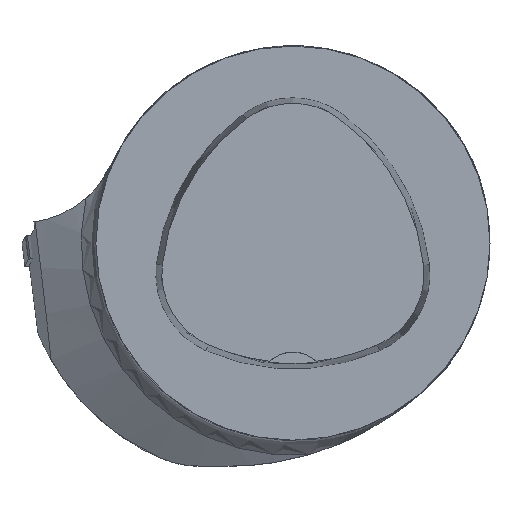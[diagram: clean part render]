
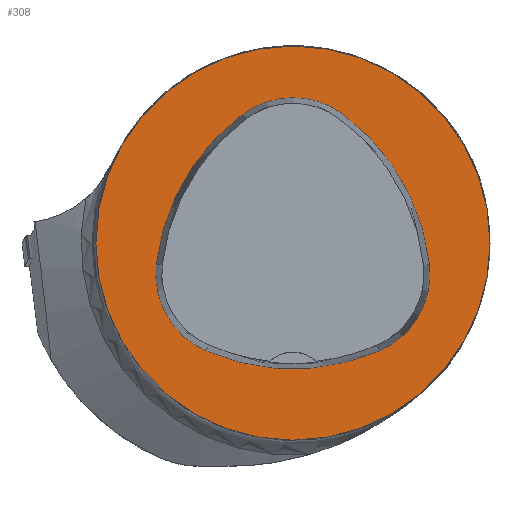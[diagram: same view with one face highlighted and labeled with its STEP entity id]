
A CAD part, top view. The second image highlights one B-rep face of the part: STEP entity #308.
In plain terms, the highlighted planar face has unit normal (0, 0, 1).
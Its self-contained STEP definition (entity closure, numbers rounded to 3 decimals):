
#165=PLANE('',#1592);
#308=ADVANCED_FACE('',(#543,#544),#165,.T.);
#543=FACE_BOUND('',#610,.T.);
#544=FACE_BOUND('',#611,.T.);
#610=EDGE_LOOP('',(#945,#946,#947,#948,#949,#950));
#611=EDGE_LOOP('',(#951));
#945=ORIENTED_EDGE('',*,*,#1325,.T.);
#946=ORIENTED_EDGE('',*,*,#1305,.T.);
#947=ORIENTED_EDGE('',*,*,#1309,.T.);
#948=ORIENTED_EDGE('',*,*,#1312,.T.);
#949=ORIENTED_EDGE('',*,*,#1315,.T.);
#950=ORIENTED_EDGE('',*,*,#1323,.T.);
#951=ORIENTED_EDGE('',*,*,#1180,.F.);
#1052=VERTEX_POINT('',#2062);
#1136=VERTEX_POINT('',#2559);
#1137=VERTEX_POINT('',#2560);
#1140=VERTEX_POINT('',#2568);
#1142=VERTEX_POINT('',#2574);
#1144=VERTEX_POINT('',#2580);
#1151=VERTEX_POINT('',#2601);
#1180=EDGE_CURVE('',#1052,#1052,#1364,.T.);
#1305=EDGE_CURVE('',#1136,#1137,#1392,.T.);
#1309=EDGE_CURVE('',#1137,#1140,#1394,.T.);
#1312=EDGE_CURVE('',#1140,#1142,#1396,.T.);
#1315=EDGE_CURVE('',#1142,#1144,#1398,.T.);
#1323=EDGE_CURVE('',#1144,#1151,#1402,.T.);
#1325=EDGE_CURVE('',#1151,#1136,#1404,.T.);
#1364=CIRCLE('',#1489,40.);
#1392=CIRCLE('',#1570,44.);
#1394=CIRCLE('',#1573,17.);
#1396=CIRCLE('',#1576,44.);
#1398=CIRCLE('',#1579,17.);
#1402=CIRCLE('',#1584,44.);
#1404=CIRCLE('',#1587,17.);
#1489=AXIS2_PLACEMENT_3D('',#2061,#1659,#1660);
#1570=AXIS2_PLACEMENT_3D('',#2558,#1874,#1875);
#1573=AXIS2_PLACEMENT_3D('',#2567,#1882,#1883);
#1576=AXIS2_PLACEMENT_3D('',#2573,#1889,#1890);
#1579=AXIS2_PLACEMENT_3D('',#2579,#1896,#1897);
#1584=AXIS2_PLACEMENT_3D('',#2602,#1908,#1909);
#1587=AXIS2_PLACEMENT_3D('',#2605,#1914,#1915);
#1592=AXIS2_PLACEMENT_3D('',#2610,#1924,#1925);
#1659=DIRECTION('',(0.,0.,-1.));
#1660=DIRECTION('',(-1.,0.,0.));
#1874=DIRECTION('',(0.,0.,-1.));
#1875=DIRECTION('',(-1.,0.,0.));
#1882=DIRECTION('',(0.,0.,-1.));
#1883=DIRECTION('',(-1.,0.,0.));
#1889=DIRECTION('',(0.,0.,-1.));
#1890=DIRECTION('',(-1.,0.,0.));
#1896=DIRECTION('',(0.,0.,-1.));
#1897=DIRECTION('',(-1.,0.,0.));
#1908=DIRECTION('',(0.,0.,-1.));
#1909=DIRECTION('',(-1.,0.,0.));
#1914=DIRECTION('',(0.,0.,-1.));
#1915=DIRECTION('',(-1.,0.,0.));
#1924=DIRECTION('',(0.,0.,1.));
#1925=DIRECTION('',(1.,0.,0.));
#2061=CARTESIAN_POINT('',(0.,0.,0.));
#2062=CARTESIAN_POINT('',(-40.,0.,0.));
#2558=CARTESIAN_POINT('',(16.01,-9.224,0.));
#2559=CARTESIAN_POINT('',(-27.722,-4.378,0.));
#2560=CARTESIAN_POINT('',(-10.119,26.178,0.));
#2567=CARTESIAN_POINT('',(-0.023,12.5,0.));
#2568=CARTESIAN_POINT('',(10.049,26.194,0.));
#2573=CARTESIAN_POINT('',(-16.021,-9.25,0.));
#2574=CARTESIAN_POINT('',(27.71,-4.394,0.));
#2579=CARTESIAN_POINT('',(10.814,-6.27,0.));
#2580=CARTESIAN_POINT('',(17.611,-21.852,0.));
#2601=CARTESIAN_POINT('',(-17.652,-21.819,0.));
#2602=CARTESIAN_POINT('',(0.017,18.477,0.));
#2605=CARTESIAN_POINT('',(-10.825,-6.25,0.));
#2610=CARTESIAN_POINT('',(0.,0.,0.));
